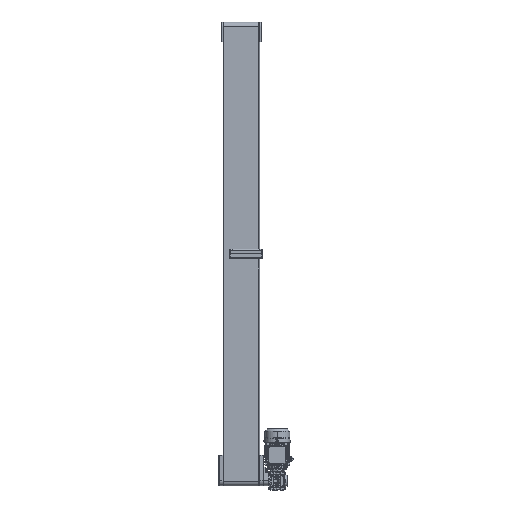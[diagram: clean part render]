
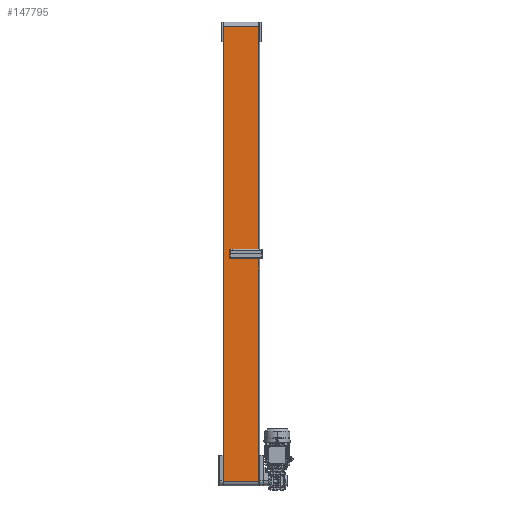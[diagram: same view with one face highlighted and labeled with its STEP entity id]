
A CAD part, front view. The second image highlights one B-rep face of the part: STEP entity #147795.
In plain terms, the highlighted planar face has unit normal (0, -1, 0).
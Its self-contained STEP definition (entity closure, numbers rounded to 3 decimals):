
#1398 = CARTESIAN_POINT ( 'NONE',  ( 157.5, -22.282, 1886.891 ) ) ;
#2895 = DIRECTION ( 'NONE',  ( 0., 0., -1. ) ) ;
#3700 = DIRECTION ( 'NONE',  ( 0., 1., 0. ) ) ;
#7334 = CARTESIAN_POINT ( 'NONE',  ( 157.5, -22.282, -114.891 ) ) ;
#15295 = VECTOR ( 'NONE', #15358, 1000. ) ;
#15358 = DIRECTION ( 'NONE',  ( -1., 0., 0. ) ) ;
#17142 = CARTESIAN_POINT ( 'NONE',  ( 157.5, -22.282, 1886.891 ) ) ;
#19675 = CARTESIAN_POINT ( 'NONE',  ( 2.5, -22.282, 1886.891 ) ) ;
#20177 = ORIENTED_EDGE ( 'NONE', *, *, #115359, .F. ) ;
#41324 = LINE ( 'NONE', #101703, #123333 ) ;
#42714 = VERTEX_POINT ( 'NONE', #86009 ) ;
#47245 = DIRECTION ( 'NONE',  ( -1., 0., 0. ) ) ;
#53967 = EDGE_LOOP ( 'NONE', ( #163627, #20177, #130018, #132583 ) ) ;
#55047 = CARTESIAN_POINT ( 'NONE',  ( 2.5, -22.282, -114.891 ) ) ;
#77931 = PLANE ( 'NONE',  #170974 ) ;
#82354 = VERTEX_POINT ( 'NONE', #19675 ) ;
#86009 = CARTESIAN_POINT ( 'NONE',  ( 2.5, -22.282, -114.891 ) ) ;
#90426 = CARTESIAN_POINT ( 'NONE',  ( 157.5, -22.282, -114.891 ) ) ;
#99404 = VERTEX_POINT ( 'NONE', #17142 ) ;
#101595 = CARTESIAN_POINT ( 'NONE',  ( 157.5, -22.282, -114.891 ) ) ;
#101703 = CARTESIAN_POINT ( 'NONE',  ( 157.5, -22.282, -114.891 ) ) ;
#112526 = FACE_OUTER_BOUND ( 'NONE', #53967, .T. ) ;
#115359 = EDGE_CURVE ( 'NONE', #125034, #42714, #132143, .T. ) ;
#122531 = DIRECTION ( 'NONE',  ( 0., 0., 1. ) ) ;
#123333 = VECTOR ( 'NONE', #2895, 1000. ) ;
#125034 = VERTEX_POINT ( 'NONE', #101595 ) ;
#128975 = LINE ( 'NONE', #55047, #131235 ) ;
#130018 = ORIENTED_EDGE ( 'NONE', *, *, #167526, .F. ) ;
#131235 = VECTOR ( 'NONE', #188225, 1000. ) ;
#132143 = LINE ( 'NONE', #90426, #15295 ) ;
#132583 = ORIENTED_EDGE ( 'NONE', *, *, #179548, .T. ) ;
#147795 = ADVANCED_FACE ( 'NONE', ( #112526 ), #77931, .F. ) ;
#163627 = ORIENTED_EDGE ( 'NONE', *, *, #165450, .T. ) ;
#165450 = EDGE_CURVE ( 'NONE', #82354, #42714, #128975, .T. ) ;
#167526 = EDGE_CURVE ( 'NONE', #99404, #125034, #41324, .T. ) ;
#170974 = AXIS2_PLACEMENT_3D ( 'NONE', #7334, #3700, #122531 ) ;
#179548 = EDGE_CURVE ( 'NONE', #99404, #82354, #180422, .T. ) ;
#180422 = LINE ( 'NONE', #1398, #181113 ) ;
#181113 = VECTOR ( 'NONE', #47245, 1000. ) ;
#188225 = DIRECTION ( 'NONE',  ( 0., 0., -1. ) ) ;
